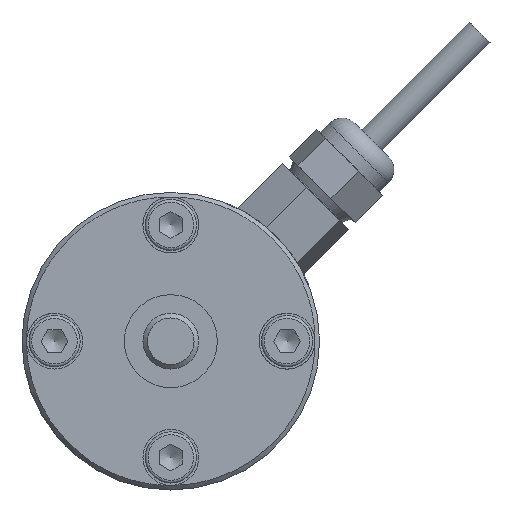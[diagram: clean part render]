
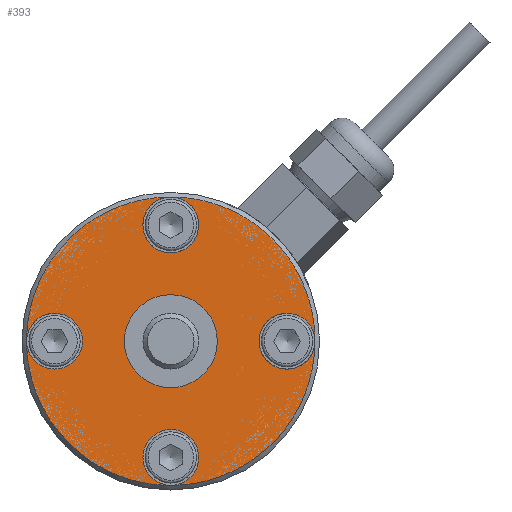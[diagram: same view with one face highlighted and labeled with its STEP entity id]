
A CAD part, left-side view. The second image highlights one B-rep face of the part: STEP entity #393.
In plain terms, the highlighted planar face has unit normal (-1, 0, 0).
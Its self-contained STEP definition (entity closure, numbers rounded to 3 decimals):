
#393 = ADVANCED_FACE( '', ( #772, #773, #774, #775, #776 ), #777, .T. );
#772 = FACE_BOUND( '', #1184, .T. );
#773 = FACE_BOUND( '', #1185, .T. );
#774 = FACE_BOUND( '', #1186, .T. );
#775 = FACE_BOUND( '', #1187, .T. );
#776 = FACE_OUTER_BOUND( '', #1188, .T. );
#777 = PLANE( '', #1189 );
#1184 = EDGE_LOOP( '', ( #1878 ) );
#1185 = EDGE_LOOP( '', ( #1879 ) );
#1186 = EDGE_LOOP( '', ( #1880 ) );
#1187 = EDGE_LOOP( '', ( #1881 ) );
#1188 = EDGE_LOOP( '', ( #1882 ) );
#1189 = AXIS2_PLACEMENT_3D( '', #1883, #1884, #1885 );
#1878 = ORIENTED_EDGE( '', *, *, #2402, .T. );
#1879 = ORIENTED_EDGE( '', *, *, #2403, .T. );
#1880 = ORIENTED_EDGE( '', *, *, #2323, .T. );
#1881 = ORIENTED_EDGE( '', *, *, #2340, .T. );
#1882 = ORIENTED_EDGE( '', *, *, #2404, .T. );
#1883 = CARTESIAN_POINT( '', ( 0., 10., 0. ) );
#1884 = DIRECTION( '', ( -1., 0., 0. ) );
#1885 = DIRECTION( '', ( 0., 0., 1. ) );
#2323 = EDGE_CURVE( '', #2798, #2798, #2799, .T. );
#2340 = EDGE_CURVE( '', #2821, #2821, #2822, .T. );
#2402 = EDGE_CURVE( '', #2902, #2902, #2903, .T. );
#2403 = EDGE_CURVE( '', #2904, #2904, #2905, .T. );
#2404 = EDGE_CURVE( '', #2906, #2906, #2907, .T. );
#2798 = VERTEX_POINT( '', #3352 );
#2799 = CIRCLE( '', #3353, 1.25 );
#2821 = VERTEX_POINT( '', #3377 );
#2822 = CIRCLE( '', #3378, 1.25 );
#2902 = VERTEX_POINT( '', #3468 );
#2903 = CIRCLE( '', #3469, 1.25 );
#2904 = VERTEX_POINT( '', #3470 );
#2905 = CIRCLE( '', #3471, 1.25 );
#2906 = VERTEX_POINT( '', #3472 );
#2907 = CIRCLE( '', #3473, 16. );
#3352 = CARTESIAN_POINT( '', ( 0., 0., -11.25 ) );
#3353 = AXIS2_PLACEMENT_3D( '', #3778, #3779, #3780 );
#3377 = CARTESIAN_POINT( '', ( 0., 12.5, 1.25 ) );
#3378 = AXIS2_PLACEMENT_3D( '', #3813, #3814, #3815 );
#3468 = CARTESIAN_POINT( '', ( 0., 0., 13.75 ) );
#3469 = AXIS2_PLACEMENT_3D( '', #3904, #3905, #3906 );
#3470 = CARTESIAN_POINT( '', ( 0., -12.5, 1.25 ) );
#3471 = AXIS2_PLACEMENT_3D( '', #3907, #3908, #3909 );
#3472 = CARTESIAN_POINT( '', ( 0., 0., 16. ) );
#3473 = AXIS2_PLACEMENT_3D( '', #3910, #3911, #3912 );
#3778 = CARTESIAN_POINT( '', ( 0., 0., -12.5 ) );
#3779 = DIRECTION( '', ( 1., 0., 0. ) );
#3780 = DIRECTION( '', ( 0., 0., 1. ) );
#3813 = CARTESIAN_POINT( '', ( 0., 12.5, 0. ) );
#3814 = DIRECTION( '', ( 1., 0., 0. ) );
#3815 = DIRECTION( '', ( 0., 0., 1. ) );
#3904 = CARTESIAN_POINT( '', ( 0., 0., 12.5 ) );
#3905 = DIRECTION( '', ( 1., 0., 0. ) );
#3906 = DIRECTION( '', ( 0., 0., 1. ) );
#3907 = CARTESIAN_POINT( '', ( 0., -12.5, 0. ) );
#3908 = DIRECTION( '', ( 1., 0., 0. ) );
#3909 = DIRECTION( '', ( 0., 0., 1. ) );
#3910 = CARTESIAN_POINT( '', ( 0., 0., 0. ) );
#3911 = DIRECTION( '', ( -1., 0., 0. ) );
#3912 = DIRECTION( '', ( 0., 0., 1. ) );
